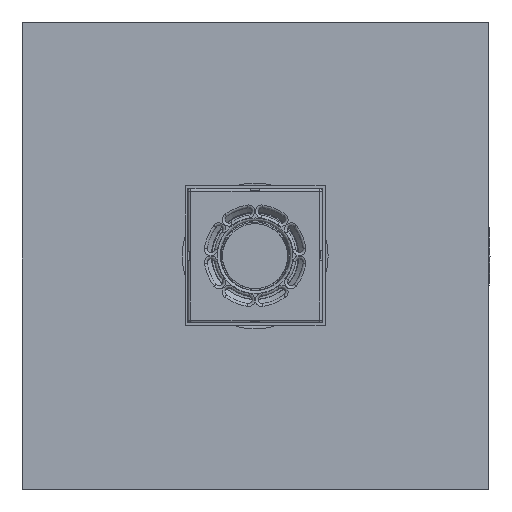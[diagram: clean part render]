
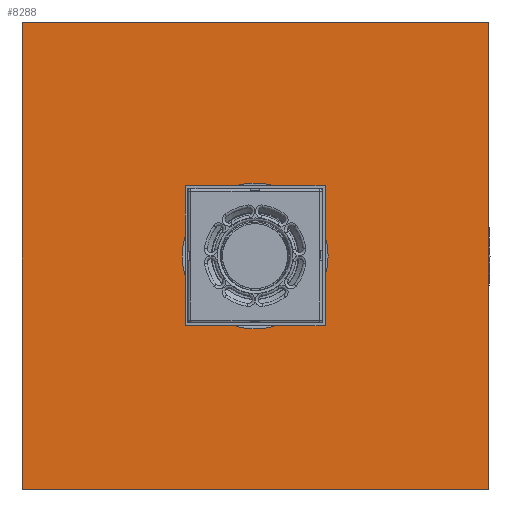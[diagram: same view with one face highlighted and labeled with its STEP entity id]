
A CAD part, top view. The second image highlights one B-rep face of the part: STEP entity #8288.
In plain terms, the highlighted planar face has unit normal (0, 0, 1).
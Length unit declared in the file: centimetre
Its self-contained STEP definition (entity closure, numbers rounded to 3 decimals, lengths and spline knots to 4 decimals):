
#406=LINE('',#13160,#847);
#408=LINE('',#13166,#849);
#411=LINE('',#13171,#852);
#414=LINE('',#13175,#855);
#847=VECTOR('',#10232,1.);
#849=VECTOR('',#10236,1.);
#852=VECTOR('',#10241,1.);
#855=VECTOR('',#10246,1.);
#1458=FACE_BOUND('',#2132,.T.);
#1580=FACE_OUTER_BOUND('',#2131,.T.);
#2131=EDGE_LOOP('',(#5683,#5684,#5685,#5686));
#2132=EDGE_LOOP('',(#5687));
#2763=CIRCLE('',#8910,78.2516);
#3431=VERTEX_POINT('',#13154);
#3433=VERTEX_POINT('',#13158);
#3434=VERTEX_POINT('',#13162);
#3436=VERTEX_POINT('',#13165);
#3455=VERTEX_POINT('',#13233);
#4265=EDGE_CURVE('',#3431,#3433,#406,.T.);
#4267=EDGE_CURVE('',#3436,#3434,#408,.T.);
#4270=EDGE_CURVE('',#3433,#3436,#411,.T.);
#4273=EDGE_CURVE('',#3431,#3434,#414,.T.);
#4301=EDGE_CURVE('',#3455,#3455,#2763,.T.);
#5683=ORIENTED_EDGE('',*,*,#4273,.F.);
#5684=ORIENTED_EDGE('',*,*,#4265,.T.);
#5685=ORIENTED_EDGE('',*,*,#4270,.T.);
#5686=ORIENTED_EDGE('',*,*,#4267,.T.);
#5687=ORIENTED_EDGE('',*,*,#4301,.T.);
#8070=PLANE('',#8913);
#8288=ADVANCED_FACE('',(#1580,#1458),#8070,.T.);
#8910=AXIS2_PLACEMENT_3D('',#13234,#10320,#10321);
#8913=AXIS2_PLACEMENT_3D('',#13237,#10326,#10327);
#10232=DIRECTION('',(1.,0.,0.));
#10236=DIRECTION('',(-1.,0.,0.));
#10241=DIRECTION('',(0.,1.,0.));
#10246=DIRECTION('',(0.,1.,0.));
#10320=DIRECTION('center_axis',(0.,0.,-1.));
#10321=DIRECTION('ref_axis',(1.,0.,0.));
#10326=DIRECTION('center_axis',(0.,0.,1.));
#10327=DIRECTION('ref_axis',(0.,1.,0.));
#13154=CARTESIAN_POINT('',(-250.,-250.,251.5));
#13158=CARTESIAN_POINT('',(250.,-250.,251.5));
#13160=CARTESIAN_POINT('',(0.,-250.,251.5));
#13162=CARTESIAN_POINT('',(-250.,250.,251.5));
#13165=CARTESIAN_POINT('',(250.,250.,251.5));
#13166=CARTESIAN_POINT('',(0.,250.,251.5));
#13171=CARTESIAN_POINT('',(250.,0.,251.5));
#13175=CARTESIAN_POINT('',(-250.,0.,251.5));
#13233=CARTESIAN_POINT('',(0.,-78.2516,251.5));
#13234=CARTESIAN_POINT('Origin',(0.,0.,251.5));
#13237=CARTESIAN_POINT('Origin',(0.,0.,251.5));
